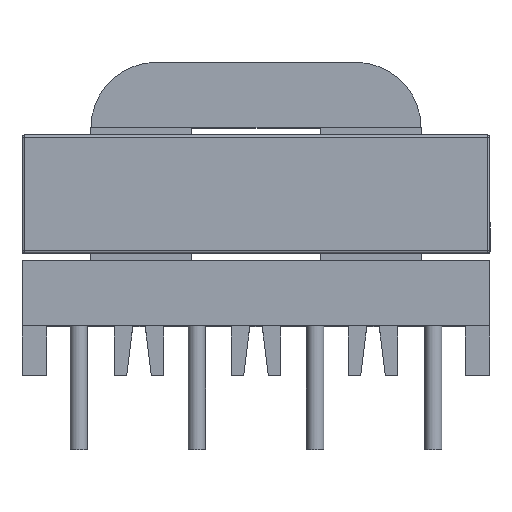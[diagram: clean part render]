
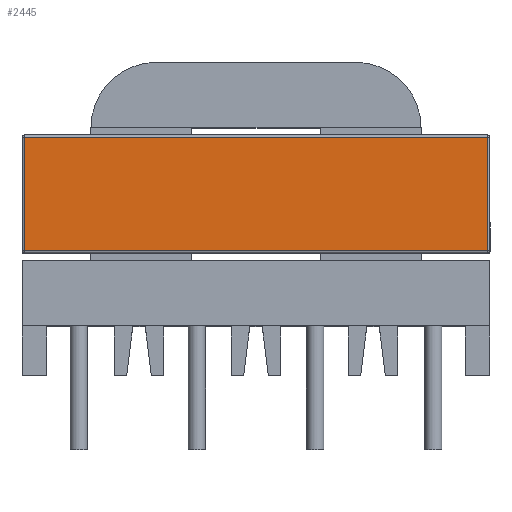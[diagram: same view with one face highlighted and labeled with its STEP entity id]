
A CAD part, top view. The second image highlights one B-rep face of the part: STEP entity #2445.
In plain terms, the highlighted face is planar.
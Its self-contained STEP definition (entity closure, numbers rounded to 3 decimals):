
#387 = DIRECTION ( 'NONE',  ( -1., 0., 0. ) ) ;
#784 = PLANE ( 'NONE',  #823 ) ;
#823 = AXIS2_PLACEMENT_3D ( 'NONE', #4122, #2703, #3659 ) ;
#860 = DIRECTION ( 'NONE',  ( 1., 0., 0. ) ) ;
#920 = VECTOR ( 'NONE', #2010, 1000. ) ;
#1157 = VERTEX_POINT ( 'NONE', #2615 ) ;
#1225 = EDGE_CURVE ( 'NONE', #1157, #4760, #5246, .T. ) ;
#1700 = VECTOR ( 'NONE', #860, 1000. ) ;
#2010 = DIRECTION ( 'NONE',  ( 0., 0., 1. ) ) ;
#2445 = ADVANCED_FACE ( 'NONE', ( #4565 ), #784, .F. ) ;
#2470 = CARTESIAN_POINT ( 'NONE',  ( -9.4, 8., 4.8 ) ) ;
#2523 = EDGE_CURVE ( 'NONE', #5683, #1157, #3325, .T. ) ;
#2615 = CARTESIAN_POINT ( 'NONE',  ( 9.4, 8., 0.1 ) ) ;
#2703 = DIRECTION ( 'NONE',  ( 0., -1., 0. ) ) ;
#2780 = CARTESIAN_POINT ( 'NONE',  ( -9.5, 8., 0.1 ) ) ;
#2823 = LINE ( 'NONE', #5622, #1700 ) ;
#2858 = VECTOR ( 'NONE', #387, 1000. ) ;
#2883 = VERTEX_POINT ( 'NONE', #4104 ) ;
#3304 = LINE ( 'NONE', #2470, #920 ) ;
#3325 = LINE ( 'NONE', #4893, #3693 ) ;
#3659 = DIRECTION ( 'NONE',  ( 1., 0., 0. ) ) ;
#3678 = ORIENTED_EDGE ( 'NONE', *, *, #1225, .T. ) ;
#3693 = VECTOR ( 'NONE', #3997, 1000. ) ;
#3997 = DIRECTION ( 'NONE',  ( 0., 0., -1. ) ) ;
#4022 = ORIENTED_EDGE ( 'NONE', *, *, #2523, .T. ) ;
#4104 = CARTESIAN_POINT ( 'NONE',  ( -9.4, 8., 4.7 ) ) ;
#4122 = CARTESIAN_POINT ( 'NONE',  ( -9.5, 8., 4.8 ) ) ;
#4267 = ORIENTED_EDGE ( 'NONE', *, *, #5475, .T. ) ;
#4407 = ORIENTED_EDGE ( 'NONE', *, *, #5179, .T. ) ;
#4565 = FACE_OUTER_BOUND ( 'NONE', #5317, .T. ) ;
#4760 = VERTEX_POINT ( 'NONE', #5797 ) ;
#4893 = CARTESIAN_POINT ( 'NONE',  ( 9.4, 8., 4.8 ) ) ;
#5179 = EDGE_CURVE ( 'NONE', #4760, #2883, #3304, .T. ) ;
#5220 = CARTESIAN_POINT ( 'NONE',  ( 9.4, 8., 4.7 ) ) ;
#5246 = LINE ( 'NONE', #2780, #2858 ) ;
#5317 = EDGE_LOOP ( 'NONE', ( #3678, #4407, #4267, #4022 ) ) ;
#5475 = EDGE_CURVE ( 'NONE', #2883, #5683, #2823, .T. ) ;
#5622 = CARTESIAN_POINT ( 'NONE',  ( -9.5, 8., 4.7 ) ) ;
#5683 = VERTEX_POINT ( 'NONE', #5220 ) ;
#5797 = CARTESIAN_POINT ( 'NONE',  ( -9.4, 8., 0.1 ) ) ;
